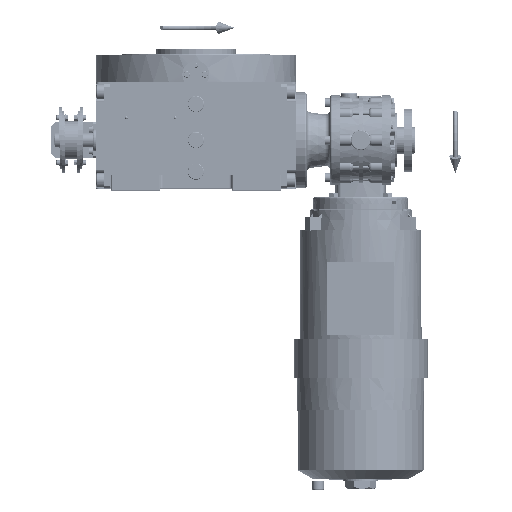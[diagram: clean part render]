
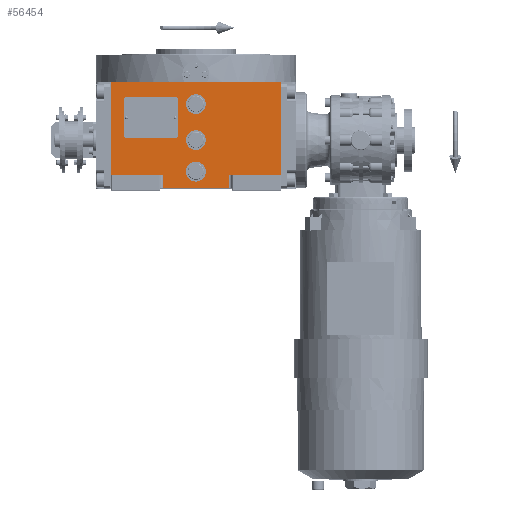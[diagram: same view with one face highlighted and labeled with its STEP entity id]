
A CAD part, top view. The second image highlights one B-rep face of the part: STEP entity #56454.
In plain terms, the highlighted planar face has unit normal (0, 0, 1).
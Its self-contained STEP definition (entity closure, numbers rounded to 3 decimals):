
#1846 = FACE_BOUND ( 'NONE', #91435, .T. ) ;
#1940 = AXIS2_PLACEMENT_3D ( 'NONE', #137664, #125814, #150391 ) ;
#2391 = CARTESIAN_POINT ( 'NONE',  ( 11., 40., 163.5 ) ) ;
#4787 = EDGE_CURVE ( 'NONE', #90753, #42643, #141443, .T. ) ;
#4832 = VERTEX_POINT ( 'NONE', #40040 ) ;
#8115 = CARTESIAN_POINT ( 'NONE',  ( -94.5, -38.5, 163.5 ) ) ;
#8935 = EDGE_CURVE ( 'NONE', #42643, #90753, #166838, .T. ) ;
#9090 = CARTESIAN_POINT ( 'NONE',  ( -94.5, -38.5, 163.5 ) ) ;
#12046 = DIRECTION ( 'NONE',  ( 0., 0., 1. ) ) ;
#14267 = DIRECTION ( 'NONE',  ( -1., 0., 0. ) ) ;
#18184 = VERTEX_POINT ( 'NONE', #104858 ) ;
#18210 = EDGE_CURVE ( 'NONE', #61271, #148992, #51038, .T. ) ;
#19318 = ORIENTED_EDGE ( 'NONE', *, *, #4787, .F. ) ;
#19466 = LINE ( 'NONE', #147568, #107698 ) ;
#19807 = DIRECTION ( 'NONE',  ( 0., -1., 0. ) ) ;
#20322 = CARTESIAN_POINT ( 'NONE',  ( 11., 0., 163.5 ) ) ;
#20972 = CIRCLE ( 'NONE', #1940, 11. ) ;
#20994 = CIRCLE ( 'NONE', #45362, 11. ) ;
#21101 = ORIENTED_EDGE ( 'NONE', *, *, #74664, .F. ) ;
#21526 = VERTEX_POINT ( 'NONE', #166065 ) ;
#21601 = DIRECTION ( 'NONE',  ( 0., 0., 1. ) ) ;
#25369 = DIRECTION ( 'NONE',  ( 1., 0., 0. ) ) ;
#25606 = EDGE_CURVE ( 'NONE', #149953, #4832, #20972, .T. ) ;
#25643 = DIRECTION ( 'NONE',  ( 1., 0., 0. ) ) ;
#27287 = LINE ( 'NONE', #79084, #33564 ) ;
#27301 = PLANE ( 'NONE',  #73135 ) ;
#27475 = CARTESIAN_POINT ( 'NONE',  ( -94.5, 64.5, 163.5 ) ) ;
#33564 = VECTOR ( 'NONE', #53596, 1000. ) ;
#38094 = DIRECTION ( 'NONE',  ( 1., 0., 0. ) ) ;
#38395 = CARTESIAN_POINT ( 'NONE',  ( -94.5, -53.5, 163.5 ) ) ;
#38758 = CARTESIAN_POINT ( 'NONE',  ( 94.5, 64.5, 163.5 ) ) ;
#39010 = CARTESIAN_POINT ( 'NONE',  ( 0., -35., 163.5 ) ) ;
#39589 = CARTESIAN_POINT ( 'NONE',  ( -37., -53.5, 163.5 ) ) ;
#39934 = ORIENTED_EDGE ( 'NONE', *, *, #117399, .F. ) ;
#40040 = CARTESIAN_POINT ( 'NONE',  ( -11., -35., 163.5 ) ) ;
#41432 = CARTESIAN_POINT ( 'NONE',  ( 0., 0., 163.5 ) ) ;
#42643 = VERTEX_POINT ( 'NONE', #2391 ) ;
#44930 = EDGE_CURVE ( 'NONE', #18184, #165362, #99042, .T. ) ;
#44940 = CARTESIAN_POINT ( 'NONE',  ( 94.5, -38.5, 163.5 ) ) ;
#45362 = AXIS2_PLACEMENT_3D ( 'NONE', #41432, #159303, #14267 ) ;
#47503 = CARTESIAN_POINT ( 'NONE',  ( 11., -35., 163.5 ) ) ;
#51038 = CIRCLE ( 'NONE', #143040, 11. ) ;
#51249 = DIRECTION ( 'NONE',  ( 0., 1., 0. ) ) ;
#52562 = DIRECTION ( 'NONE',  ( 0., 0., 1. ) ) ;
#52770 = FACE_OUTER_BOUND ( 'NONE', #165071, .T. ) ;
#53596 = DIRECTION ( 'NONE',  ( 1., 0., 0. ) ) ;
#56454 = ADVANCED_FACE ( 'NONE', ( #128344, #102853, #1846, #52770 ), #27301, .T. ) ;
#57816 = ORIENTED_EDGE ( 'NONE', *, *, #145288, .F. ) ;
#61271 = VERTEX_POINT ( 'NONE', #20322 ) ;
#65010 = ORIENTED_EDGE ( 'NONE', *, *, #72961, .T. ) ;
#67419 = ORIENTED_EDGE ( 'NONE', *, *, #90234, .T. ) ;
#70870 = DIRECTION ( 'NONE',  ( 1., 0., 0. ) ) ;
#72586 = EDGE_LOOP ( 'NONE', ( #99306, #39934 ) ) ;
#72961 = EDGE_CURVE ( 'NONE', #123462, #88301, #104216, .T. ) ;
#73135 = AXIS2_PLACEMENT_3D ( 'NONE', #38395, #141857, #25643 ) ;
#74664 = EDGE_CURVE ( 'NONE', #123462, #21526, #160664, .T. ) ;
#74911 = CARTESIAN_POINT ( 'NONE',  ( 0., 40., 163.5 ) ) ;
#77325 = VERTEX_POINT ( 'NONE', #167182 ) ;
#77378 = AXIS2_PLACEMENT_3D ( 'NONE', #102575, #154336, #25369 ) ;
#79084 = CARTESIAN_POINT ( 'NONE',  ( -94.5, 64.5, 163.5 ) ) ;
#81132 = ORIENTED_EDGE ( 'NONE', *, *, #115883, .T. ) ;
#82927 = EDGE_CURVE ( 'NONE', #4832, #149953, #97795, .T. ) ;
#88301 = VERTEX_POINT ( 'NONE', #44940 ) ;
#90234 = EDGE_CURVE ( 'NONE', #88301, #118908, #167442, .T. ) ;
#90753 = VERTEX_POINT ( 'NONE', #148252 ) ;
#91435 = EDGE_LOOP ( 'NONE', ( #158615, #19318 ) ) ;
#97795 = CIRCLE ( 'NONE', #124838, 11. ) ;
#98830 = DIRECTION ( 'NONE',  ( 0., 1., 0. ) ) ;
#99042 = LINE ( 'NONE', #9090, #118956 ) ;
#99306 = ORIENTED_EDGE ( 'NONE', *, *, #18210, .F. ) ;
#99448 = EDGE_CURVE ( 'NONE', #143147, #77325, #110725, .T. ) ;
#102575 = CARTESIAN_POINT ( 'NONE',  ( 0., 40., 163.5 ) ) ;
#102853 = FACE_BOUND ( 'NONE', #117167, .T. ) ;
#103987 = ORIENTED_EDGE ( 'NONE', *, *, #44930, .F. ) ;
#104216 = LINE ( 'NONE', #154302, #157875 ) ;
#104626 = ORIENTED_EDGE ( 'NONE', *, *, #82927, .F. ) ;
#104858 = CARTESIAN_POINT ( 'NONE',  ( -94.5, -38.5, 163.5 ) ) ;
#106756 = VECTOR ( 'NONE', #19807, 1000. ) ;
#107698 = VECTOR ( 'NONE', #150084, 1000. ) ;
#110725 = LINE ( 'NONE', #113238, #167607 ) ;
#112385 = CARTESIAN_POINT ( 'NONE',  ( 0., 0., 163.5 ) ) ;
#112473 = LINE ( 'NONE', #8115, #113635 ) ;
#113238 = CARTESIAN_POINT ( 'NONE',  ( -37., -53.5, 163.5 ) ) ;
#113635 = VECTOR ( 'NONE', #135410, 1000. ) ;
#115883 = EDGE_CURVE ( 'NONE', #143147, #21526, #19466, .T. ) ;
#117167 = EDGE_LOOP ( 'NONE', ( #118810, #104626 ) ) ;
#117399 = EDGE_CURVE ( 'NONE', #148992, #61271, #20994, .T. ) ;
#118174 = CARTESIAN_POINT ( 'NONE',  ( 37., -38.5, 163.5 ) ) ;
#118810 = ORIENTED_EDGE ( 'NONE', *, *, #25606, .F. ) ;
#118908 = VERTEX_POINT ( 'NONE', #38758 ) ;
#118956 = VECTOR ( 'NONE', #150786, 1000. ) ;
#120905 = VECTOR ( 'NONE', #51249, 1000. ) ;
#123462 = VERTEX_POINT ( 'NONE', #118174 ) ;
#124838 = AXIS2_PLACEMENT_3D ( 'NONE', #39010, #52562, #145811 ) ;
#125814 = DIRECTION ( 'NONE',  ( 0., 0., 1. ) ) ;
#128344 = FACE_BOUND ( 'NONE', #72586, .T. ) ;
#129291 = CARTESIAN_POINT ( 'NONE',  ( 94.5, -38.5, 163.5 ) ) ;
#135410 = DIRECTION ( 'NONE',  ( 1., 0., 0. ) ) ;
#136027 = CARTESIAN_POINT ( 'NONE',  ( 37., -38.5, 163.5 ) ) ;
#137664 = CARTESIAN_POINT ( 'NONE',  ( 0., -35., 163.5 ) ) ;
#139449 = EDGE_CURVE ( 'NONE', #18184, #77325, #112473, .T. ) ;
#141443 = CIRCLE ( 'NONE', #163124, 11. ) ;
#141839 = DIRECTION ( 'NONE',  ( -1., 0., 0. ) ) ;
#141857 = DIRECTION ( 'NONE',  ( 0., 0., 1. ) ) ;
#143040 = AXIS2_PLACEMENT_3D ( 'NONE', #112385, #21601, #70870 ) ;
#143147 = VERTEX_POINT ( 'NONE', #39589 ) ;
#145288 = EDGE_CURVE ( 'NONE', #165362, #118908, #27287, .T. ) ;
#145811 = DIRECTION ( 'NONE',  ( -1., 0., 0. ) ) ;
#147568 = CARTESIAN_POINT ( 'NONE',  ( -37., -53.5, 163.5 ) ) ;
#148252 = CARTESIAN_POINT ( 'NONE',  ( -11., 40., 163.5 ) ) ;
#148820 = CARTESIAN_POINT ( 'NONE',  ( -11., 0., 163.5 ) ) ;
#148992 = VERTEX_POINT ( 'NONE', #148820 ) ;
#149953 = VERTEX_POINT ( 'NONE', #47503 ) ;
#150084 = DIRECTION ( 'NONE',  ( 1., 0., 0. ) ) ;
#150391 = DIRECTION ( 'NONE',  ( 1., 0., 0. ) ) ;
#150786 = DIRECTION ( 'NONE',  ( 0., 1., 0. ) ) ;
#154302 = CARTESIAN_POINT ( 'NONE',  ( 37., -38.5, 163.5 ) ) ;
#154336 = DIRECTION ( 'NONE',  ( 0., 0., 1. ) ) ;
#157875 = VECTOR ( 'NONE', #38094, 1000. ) ;
#158615 = ORIENTED_EDGE ( 'NONE', *, *, #8935, .F. ) ;
#159303 = DIRECTION ( 'NONE',  ( 0., 0., 1. ) ) ;
#160664 = LINE ( 'NONE', #136027, #106756 ) ;
#162359 = ORIENTED_EDGE ( 'NONE', *, *, #99448, .F. ) ;
#163124 = AXIS2_PLACEMENT_3D ( 'NONE', #74911, #12046, #141839 ) ;
#164261 = ORIENTED_EDGE ( 'NONE', *, *, #139449, .T. ) ;
#165071 = EDGE_LOOP ( 'NONE', ( #81132, #21101, #65010, #67419, #57816, #103987, #164261, #162359 ) ) ;
#165362 = VERTEX_POINT ( 'NONE', #27475 ) ;
#166065 = CARTESIAN_POINT ( 'NONE',  ( 37., -53.5, 163.5 ) ) ;
#166838 = CIRCLE ( 'NONE', #77378, 11. ) ;
#167182 = CARTESIAN_POINT ( 'NONE',  ( -37., -38.5, 163.5 ) ) ;
#167442 = LINE ( 'NONE', #129291, #120905 ) ;
#167607 = VECTOR ( 'NONE', #98830, 1000. ) ;
